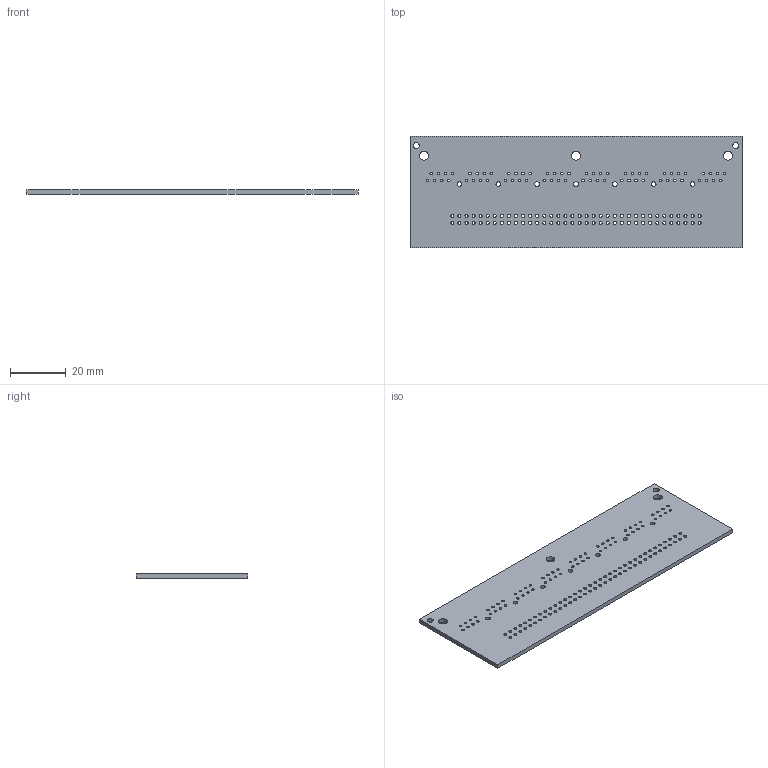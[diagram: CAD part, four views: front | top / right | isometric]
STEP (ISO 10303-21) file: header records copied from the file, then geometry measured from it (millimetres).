
FILE_DESCRIPTION(('for SolidWorks'),'2;1');
FILE_NAME('caenDT5702PinBreakout.step', '2017-06-08T09:40:34',('sawaiz'),(''), 'Open CASCADE STEP processor 6.6','DipTrace','Unknown');
FILE_SCHEMA(('AUTOMOTIVE_DESIGN { 1 0 10303 214 1 1 1 1 }'));
Length unit declared in the file: millimetre
Products named in the file (2): PCB; Board
Assembly tree (1 placements, depth 2):
  PCB
    Board
Bounding box: 119.38 x 40.01 x 1.6 mm (x, y, z)
Volume: 7394.6 mm3; surface area: 10565.2 mm2
Topology: 1 solids, 1 shells, 154 faces, 456 edges, 304 vertices
Faces by surface type: cylinder 148, plane 6
Full cylindrical faces by diameter (mm): 0.89 x64, 1.1 x72, 1.676 x7, 2.159 x2, 3.175 x3
Entity records: 5965 total; most frequent: DIRECTION 1064, CARTESIAN_POINT 916, ORIENTED_EDGE 912, EDGE_CURVE 456, AXIS2_PLACEMENT_3D 452, FACE_BOUND 450, EDGE_LOOP 450, VERTEX_POINT 304
